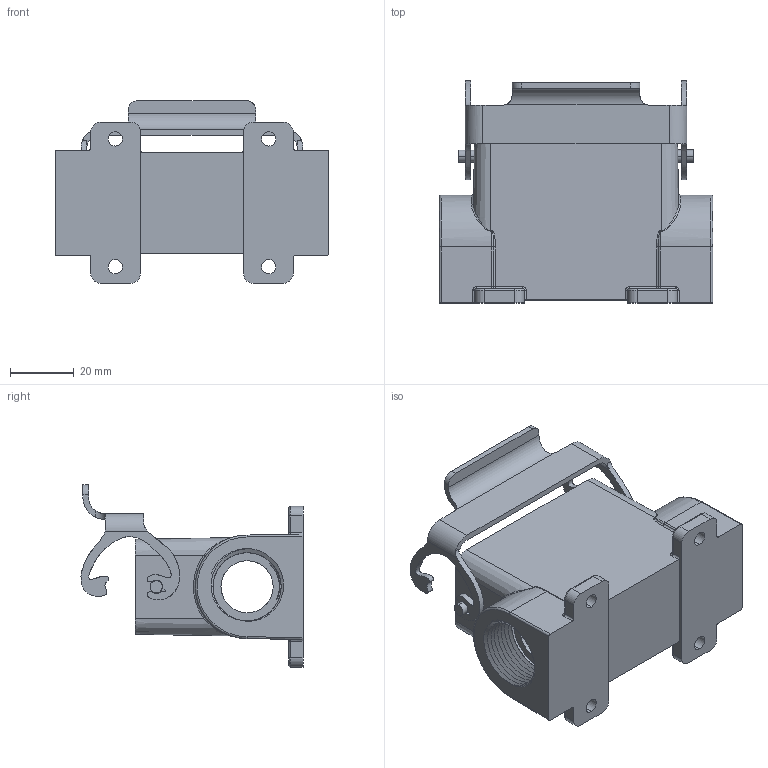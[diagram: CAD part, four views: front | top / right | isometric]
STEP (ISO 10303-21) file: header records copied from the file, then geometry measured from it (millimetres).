
FILE_DESCRIPTION (( 'STEP AP214' ), '1' );
FILE_NAME ('ZP-MC10A-2-SSM16M.step', '2015-08-12T18:05:46', ( '' ), ( '' ), 'SwSTEP 2.0', 'SolidWorks 2014', '' );
FILE_SCHEMA (( 'AUTOMOTIVE_DESIGN' ));
Length unit declared in the file: millimetre
Products named in the file (1): ZP-MC10A-2-SSM16M
Bounding box: 85.5 x 69.46 x 57.09 mm (x, y, z)
Volume: 54410.4 mm3; surface area: 33244.4 mm2
Topology: 2 solids, 2 shells, 272 faces, 702 edges, 439 vertices
Faces by surface type: cylinder 111, plane 91, bspline 38, torus 20, cone 8, sphere 4
Entity records: 13061 total; most frequent: CARTESIAN_POINT 5502, ORIENTED_EDGE 1396, DIRECTION 1219, EDGE_CURVE 698, VERTEX_POINT 439, AXIS2_PLACEMENT_3D 436, LINE 347, VECTOR 347
